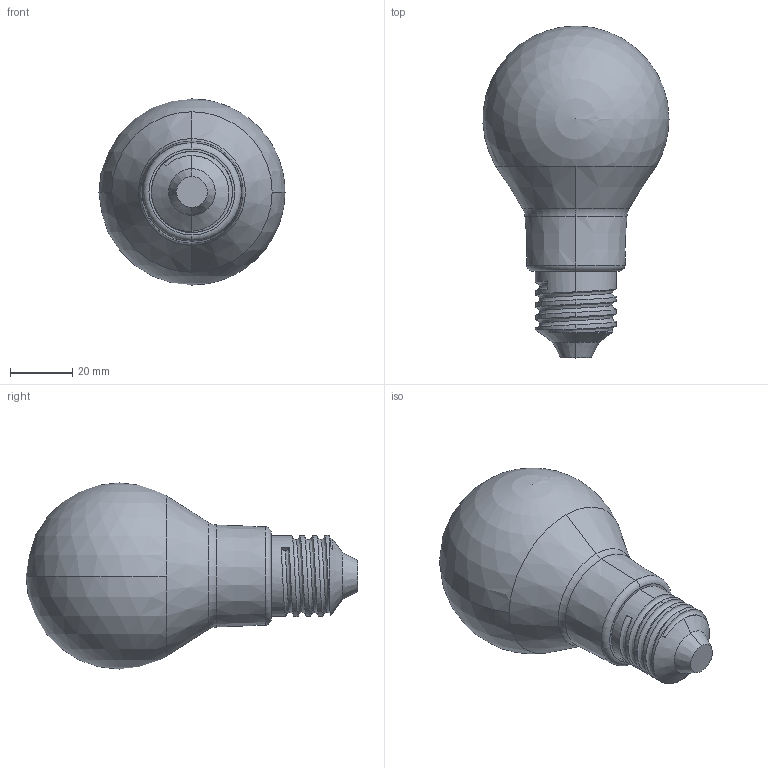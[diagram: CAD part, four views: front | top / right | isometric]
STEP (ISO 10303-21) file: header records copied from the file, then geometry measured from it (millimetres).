
FILE_DESCRIPTION (( 'STEP AP214' ), '1' );
FILE_NAME ('LLF-A60-11-230-30-E27-CL_Ëàìïà ñâåòîäèîäíàÿ A60 øàð ïðîçð. 11Âò 230Â 3000Ê E27 ñåðèÿ 360° IEK.STEP', '2018-06-28T08:09:52', ( '' ), ( '' ), 'SwSTEP 2.0', 'SolidWorks 2014', '' );
FILE_SCHEMA (( 'AUTOMOTIVE_DESIGN' ));
Length unit declared in the file: millimetre
Products named in the file (1): LLF-A60-11-230-30-E27-CL_Ëàìïà ñâåòîäèîäíàÿ A60 øàð ïðîçð. 11Âò 230Â 3000Ê E27 ñåðèÿ 360° IEK
Bounding box: 59.97 x 107 x 60 mm (x, y, z)
Volume: 143872.9 mm3; surface area: 15617 mm2
Topology: 1 solids, 1 shells, 28 faces, 73 edges, 46 vertices
Faces by surface type: cone 8, cylinder 8, torus 4, plane 4, bspline 2, sphere 2
Entity records: 2519 total; most frequent: CARTESIAN_POINT 1870, ORIENTED_EDGE 136, DIRECTION 128, EDGE_CURVE 68, AXIS2_PLACEMENT_3D 55, VERTEX_POINT 43, EDGE_LOOP 29, FACE_OUTER_BOUND 28
